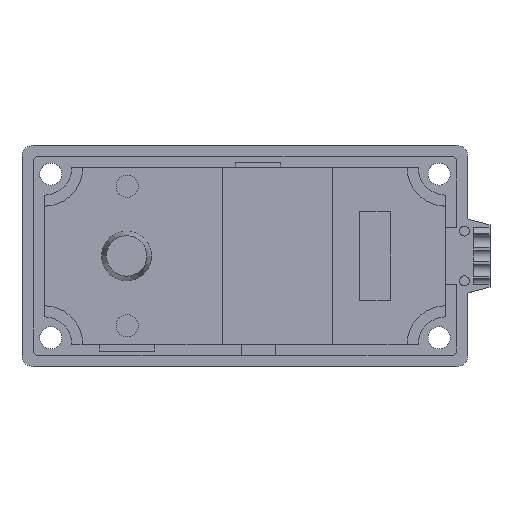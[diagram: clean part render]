
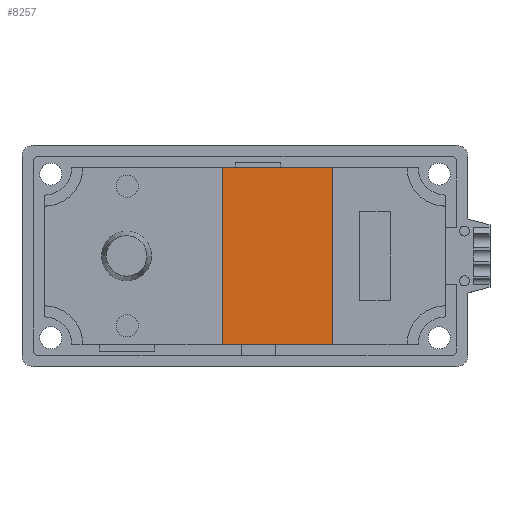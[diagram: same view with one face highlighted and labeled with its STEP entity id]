
A CAD part, top view. The second image highlights one B-rep face of the part: STEP entity #8257.
In plain terms, the highlighted planar face has unit normal (0, 0, 1).
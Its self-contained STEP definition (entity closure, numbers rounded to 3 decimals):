
#5769 = PLANE('',#5770);
#5770 = AXIS2_PLACEMENT_3D('',#5771,#5772,#5773);
#5771 = CARTESIAN_POINT('',(-15.65,-8.,1.));
#5772 = DIRECTION('',(0.,1.,0.));
#5773 = DIRECTION('',(0.,0.,1.));
#5990 = PLANE('',#5991);
#5991 = AXIS2_PLACEMENT_3D('',#5992,#5993,#5994);
#5992 = CARTESIAN_POINT('',(-15.65,8.,1.));
#5993 = DIRECTION('',(0.,1.,0.));
#5994 = DIRECTION('',(0.,0.,1.));
#6692 = PLANE('',#6693);
#6693 = AXIS2_PLACEMENT_3D('',#6694,#6695,#6696);
#6694 = CARTESIAN_POINT('',(7.95,8.,-0.8));
#6695 = DIRECTION('',(-1.,0.,0.));
#6696 = DIRECTION('',(0.,-1.,0.));
#7139 = VERTEX_POINT('',#7140);
#7140 = CARTESIAN_POINT('',(7.95,-8.,-1.3));
#7161 = EDGE_CURVE('',#7139,#7162,#7164,.T.);
#7162 = VERTEX_POINT('',#7163);
#7163 = CARTESIAN_POINT('',(-2.05,-8.,-1.3));
#7164 = SURFACE_CURVE('',#7165,(#7169,#7176),.PCURVE_S1.);
#7165 = LINE('',#7166,#7167);
#7166 = CARTESIAN_POINT('',(7.95,-8.,-1.3));
#7167 = VECTOR('',#7168,1.);
#7168 = DIRECTION('',(-1.,0.,0.));
#7169 = PCURVE('',#5769,#7170);
#7170 = DEFINITIONAL_REPRESENTATION('',(#7171),#7175);
#7171 = LINE('',#7172,#7173);
#7172 = CARTESIAN_POINT('',(-2.3,23.6));
#7173 = VECTOR('',#7174,1.);
#7174 = DIRECTION('',(0.,-1.));
#7175 = ( GEOMETRIC_REPRESENTATION_CONTEXT(2) 
PARAMETRIC_REPRESENTATION_CONTEXT() REPRESENTATION_CONTEXT('2D SPACE',''
  ) );
#7176 = PCURVE('',#7177,#7182);
#7177 = PLANE('',#7178);
#7178 = AXIS2_PLACEMENT_3D('',#7179,#7180,#7181);
#7179 = CARTESIAN_POINT('',(-2.05,8.,-1.3));
#7180 = DIRECTION('',(0.,0.,1.));
#7181 = DIRECTION('',(1.,0.,0.));
#7182 = DEFINITIONAL_REPRESENTATION('',(#7183),#7187);
#7183 = LINE('',#7184,#7185);
#7184 = CARTESIAN_POINT('',(10.,-16.));
#7185 = VECTOR('',#7186,1.);
#7186 = DIRECTION('',(-1.,0.));
#7187 = ( GEOMETRIC_REPRESENTATION_CONTEXT(2) 
PARAMETRIC_REPRESENTATION_CONTEXT() REPRESENTATION_CONTEXT('2D SPACE',''
  ) );
#7205 = PLANE('',#7206);
#7206 = AXIS2_PLACEMENT_3D('',#7207,#7208,#7209);
#7207 = CARTESIAN_POINT('',(-2.05,-8.,-0.8));
#7208 = DIRECTION('',(1.,0.,0.));
#7209 = DIRECTION('',(0.,1.,0.));
#7405 = VERTEX_POINT('',#7406);
#7406 = CARTESIAN_POINT('',(-2.05,8.,-1.3));
#7427 = EDGE_CURVE('',#7405,#7428,#7430,.T.);
#7428 = VERTEX_POINT('',#7429);
#7429 = CARTESIAN_POINT('',(7.95,8.,-1.3));
#7430 = SURFACE_CURVE('',#7431,(#7435,#7442),.PCURVE_S1.);
#7431 = LINE('',#7432,#7433);
#7432 = CARTESIAN_POINT('',(-2.05,8.,-1.3));
#7433 = VECTOR('',#7434,1.);
#7434 = DIRECTION('',(1.,0.,0.));
#7435 = PCURVE('',#5990,#7436);
#7436 = DEFINITIONAL_REPRESENTATION('',(#7437),#7441);
#7437 = LINE('',#7438,#7439);
#7438 = CARTESIAN_POINT('',(-2.3,13.6));
#7439 = VECTOR('',#7440,1.);
#7440 = DIRECTION('',(0.,1.));
#7441 = ( GEOMETRIC_REPRESENTATION_CONTEXT(2) 
PARAMETRIC_REPRESENTATION_CONTEXT() REPRESENTATION_CONTEXT('2D SPACE',''
  ) );
#7442 = PCURVE('',#7177,#7443);
#7443 = DEFINITIONAL_REPRESENTATION('',(#7444),#7448);
#7444 = LINE('',#7445,#7446);
#7445 = CARTESIAN_POINT('',(0.,0.));
#7446 = VECTOR('',#7447,1.);
#7447 = DIRECTION('',(1.,0.));
#7448 = ( GEOMETRIC_REPRESENTATION_CONTEXT(2) 
PARAMETRIC_REPRESENTATION_CONTEXT() REPRESENTATION_CONTEXT('2D SPACE',''
  ) );
#8027 = EDGE_CURVE('',#7428,#7139,#8028,.T.);
#8028 = SURFACE_CURVE('',#8029,(#8033,#8040),.PCURVE_S1.);
#8029 = LINE('',#8030,#8031);
#8030 = CARTESIAN_POINT('',(7.95,8.,-1.3));
#8031 = VECTOR('',#8032,1.);
#8032 = DIRECTION('',(0.,-1.,0.));
#8033 = PCURVE('',#6692,#8034);
#8034 = DEFINITIONAL_REPRESENTATION('',(#8035),#8039);
#8035 = LINE('',#8036,#8037);
#8036 = CARTESIAN_POINT('',(0.,-0.5));
#8037 = VECTOR('',#8038,1.);
#8038 = DIRECTION('',(1.,0.));
#8039 = ( GEOMETRIC_REPRESENTATION_CONTEXT(2) 
PARAMETRIC_REPRESENTATION_CONTEXT() REPRESENTATION_CONTEXT('2D SPACE',''
  ) );
#8040 = PCURVE('',#7177,#8041);
#8041 = DEFINITIONAL_REPRESENTATION('',(#8042),#8046);
#8042 = LINE('',#8043,#8044);
#8043 = CARTESIAN_POINT('',(10.,0.));
#8044 = VECTOR('',#8045,1.);
#8045 = DIRECTION('',(0.,-1.));
#8046 = ( GEOMETRIC_REPRESENTATION_CONTEXT(2) 
PARAMETRIC_REPRESENTATION_CONTEXT() REPRESENTATION_CONTEXT('2D SPACE',''
  ) );
#8257 = ADVANCED_FACE('',(#8258),#7177,.T.);
#8258 = FACE_BOUND('',#8259,.F.);
#8259 = EDGE_LOOP('',(#8260,#8261,#8262,#8263));
#8260 = ORIENTED_EDGE('',*,*,#7427,.T.);
#8261 = ORIENTED_EDGE('',*,*,#8027,.T.);
#8262 = ORIENTED_EDGE('',*,*,#7161,.T.);
#8263 = ORIENTED_EDGE('',*,*,#8264,.T.);
#8264 = EDGE_CURVE('',#7162,#7405,#8265,.T.);
#8265 = SURFACE_CURVE('',#8266,(#8270,#8277),.PCURVE_S1.);
#8266 = LINE('',#8267,#8268);
#8267 = CARTESIAN_POINT('',(-2.05,-8.,-1.3));
#8268 = VECTOR('',#8269,1.);
#8269 = DIRECTION('',(0.,1.,0.));
#8270 = PCURVE('',#7177,#8271);
#8271 = DEFINITIONAL_REPRESENTATION('',(#8272),#8276);
#8272 = LINE('',#8273,#8274);
#8273 = CARTESIAN_POINT('',(0.,-16.));
#8274 = VECTOR('',#8275,1.);
#8275 = DIRECTION('',(0.,1.));
#8276 = ( GEOMETRIC_REPRESENTATION_CONTEXT(2) 
PARAMETRIC_REPRESENTATION_CONTEXT() REPRESENTATION_CONTEXT('2D SPACE',''
  ) );
#8277 = PCURVE('',#7205,#8278);
#8278 = DEFINITIONAL_REPRESENTATION('',(#8279),#8283);
#8279 = LINE('',#8280,#8281);
#8280 = CARTESIAN_POINT('',(0.,-0.5));
#8281 = VECTOR('',#8282,1.);
#8282 = DIRECTION('',(1.,0.));
#8283 = ( GEOMETRIC_REPRESENTATION_CONTEXT(2) 
PARAMETRIC_REPRESENTATION_CONTEXT() REPRESENTATION_CONTEXT('2D SPACE',''
  ) );
